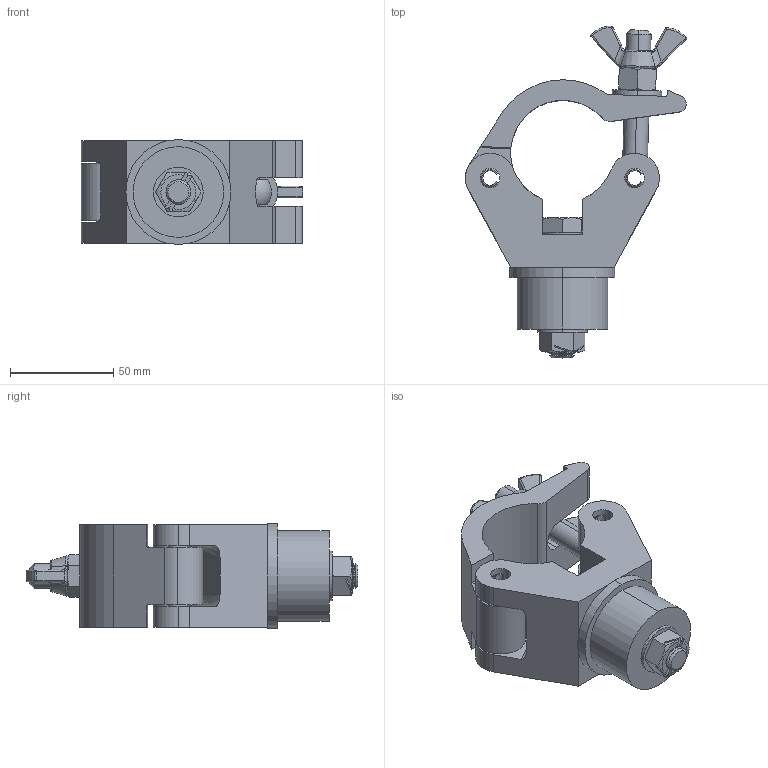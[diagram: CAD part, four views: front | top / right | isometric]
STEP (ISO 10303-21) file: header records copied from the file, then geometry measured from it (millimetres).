
FILE_DESCRIPTION (( 'STEP AP203' ), '1' );
FILE_NAME ('T58741.STEP', '2018-08-10T15:08:24', ( '' ), ( '' ), 'SwSTEP 2.0', 'SolidWorks 2016', '' );
FILE_SCHEMA (( 'CONFIG_CONTROL_DESIGN' ));
Length unit declared in the file: millimetre
Products named in the file (16): T78000; spring pin slotted_hd_doughty fastners - stainless_Spring Pin ISO 8752 - 6 x 32St; TH2001_TH2001 - 50MM WIDE; Hex Bolt_ISO 4016 - M12 x 60 x 30-WS; B Washer_Bright washer BS 4320 - M12 (Form B); TH156_TH156; TH1278; T58741; A Washer_Bright washer BS 4320 - M12 (Form A); F883_DIN 315-M12-GT-C-N; TH2000_TH2000 - 50MM WIDE; Binx Nut_M12 BZP; F790; TH157_TH157; TH566; Hex Nut Style 1 GradeAB_Doughty Fastners_Hexagon Nut ISO - 4032 - M12 - D - S
Assembly tree (16 placements, depth 3):
  T58741
    TH156_TH156
      TH2000_TH2000 - 50MM WIDE
    TH157_TH157
      TH2001_TH2001 - 50MM WIDE
    T78000
      TH566
      A Washer_Bright washer BS 4320 - M12 (Form A)
      Hex Nut Style 1 GradeAB_Doughty Fastners_Hexagon Nut ISO - 4032 - M12 - D - S
      F883_DIN 315-M12-GT-C-N
    F790  x2
    TH1278
    Hex Bolt_ISO 4016 - M12 x 60 x 30-WS
    B Washer_Bright washer BS 4320 - M12 (Form B)
    Binx Nut_M12 BZP
    spring pin slotted_hd_doughty fastners - stainless_Spring Pin ISO 8752 - 6 x 32St
Bounding box: 107.22 x 160.87 x 50.8 mm (x, y, z)
Volume: 249346.5 mm3; surface area: 70077.9 mm2
Topology: 13 solids, 13 shells, 459 faces, 1121 edges, 679 vertices
Faces by surface type: cylinder 149, cone 149, plane 99, bspline 32, torus 19, sphere 11
Entity records: 15693 total; most frequent: CARTESIAN_POINT 3585, DIRECTION 2295, ORIENTED_EDGE 2140, EDGE_CURVE 1070, AXIS2_PLACEMENT_3D 935, VERTEX_POINT 653, CIRCLE 502, EDGE_LOOP 473
